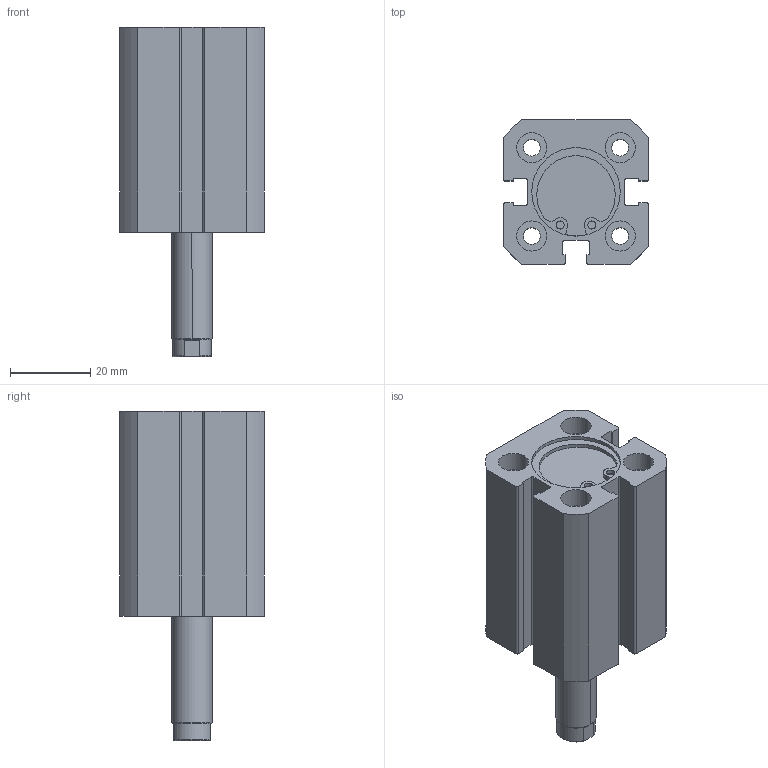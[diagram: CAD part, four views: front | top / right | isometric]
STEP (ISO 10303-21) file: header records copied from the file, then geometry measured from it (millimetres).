
FILE_DESCRIPTION (( 'STEP AP214' ), '1' );
FILE_NAME ('KSE-20-25-CYLINDER.STEP', '2013-07-24T08:53:52', ( '' ), ( '' ), 'SwSTEP 2.0', 'SolidWorks 2010', '' );
FILE_SCHEMA (( 'AUTOMOTIVE_DESIGN' ));
Length unit declared in the file: millimetre
Products named in the file (6): KSE   20  BORU_MANYETÝKLÝ BORU; KSE  20  ARKA  KAPAK_Varsayýlan; KSE  20  ÖN  KAPAK_Varsayýlan; KSE  20 M尳; Circlip for Bores normal_din1_Circlip DIN 472 - 22 x 1; KSE-20-25-CYLINDER
Assembly tree (6 placements, depth 2):
  KSE-20-25-CYLINDER
    KSE  20 M尳
    KSE   20  BORU_MANYETÝKLÝ BORU
    KSE  20  ARKA  KAPAK_Varsayýlan
    KSE  20  ÖN  KAPAK_Varsayýlan
    Circlip for Bores normal_din1_Circlip DIN 472 - 22 x 1  x2
Bounding box: 36 x 36 x 82 mm (x, y, z)
Volume: 47552.4 mm3; surface area: 23035.5 mm2
Topology: 6 solids, 6 shells, 196 faces, 480 edges, 311 vertices
Faces by surface type: cylinder 112, plane 68, cone 14, torus 2
Entity records: 5693 total; most frequent: DIRECTION 987, CARTESIAN_POINT 968, ORIENTED_EDGE 846, EDGE_CURVE 423, AXIS2_PLACEMENT_3D 390, VERTEX_POINT 275, EDGE_LOOP 216, LINE 207
